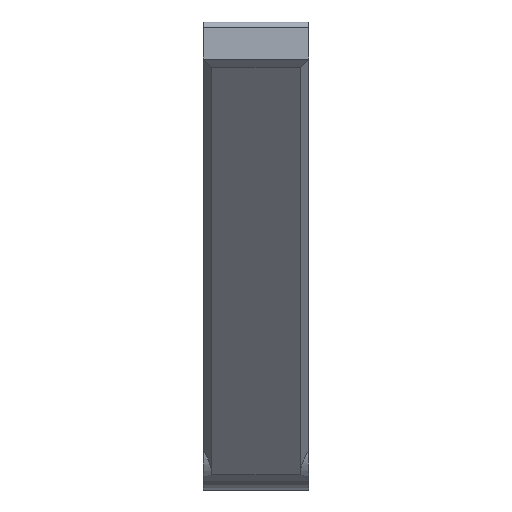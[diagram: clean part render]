
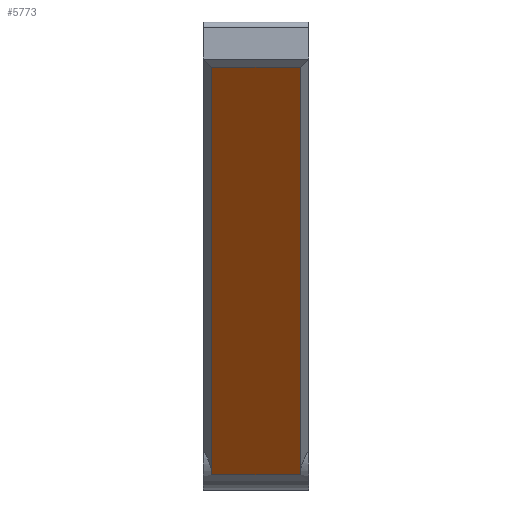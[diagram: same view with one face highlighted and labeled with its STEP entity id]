
A CAD part, front view. The second image highlights one B-rep face of the part: STEP entity #5773.
In plain terms, the highlighted planar face has unit normal (0, -0.766, -0.643).
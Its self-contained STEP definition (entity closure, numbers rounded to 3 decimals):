
#494 = ORIENTED_EDGE ( 'NONE', *, *, #25258, .T. ) ;
#649 = CARTESIAN_POINT ( 'NONE',  ( 188.225, 87.226, -122.62 ) ) ;
#1232 = VERTEX_POINT ( 'NONE', #15625 ) ;
#1412 = CARTESIAN_POINT ( 'NONE',  ( 188.225, 87.226, -122.62 ) ) ;
#1652 = ORIENTED_EDGE ( 'NONE', *, *, #3533, .F. ) ;
#3189 = DIRECTION ( 'NONE',  ( 0., 0.766, 0.643 ) ) ;
#3533 = EDGE_CURVE ( 'NONE', #1232, #30465, #13503, .T. ) ;
#3997 = EDGE_LOOP ( 'NONE', ( #31025, #15142, #1652, #494 ) ) ;
#5285 = CARTESIAN_POINT ( 'NONE',  ( -12.6, 87.226, -122.62 ) ) ;
#5773 = ADVANCED_FACE ( 'NONE', ( #5900 ), #7664, .F. ) ;
#5900 = FACE_OUTER_BOUND ( 'NONE', #3997, .T. ) ;
#6127 = VECTOR ( 'NONE', #8738, 1000. ) ;
#7664 = PLANE ( 'NONE',  #13556 ) ;
#8168 = VECTOR ( 'NONE', #14656, 1000. ) ;
#8691 = CARTESIAN_POINT ( 'NONE',  ( -12.6, -10.232, -6.475 ) ) ;
#8738 = DIRECTION ( 'NONE',  ( -1., 0., 0. ) ) ;
#9187 = CARTESIAN_POINT ( 'NONE',  ( 12.6, -10.232, -6.475 ) ) ;
#11202 = VERTEX_POINT ( 'NONE', #8691 ) ;
#13503 = LINE ( 'NONE', #1412, #6127 ) ;
#13556 = AXIS2_PLACEMENT_3D ( 'NONE', #649, #3189, #15622 ) ;
#14656 = DIRECTION ( 'NONE',  ( -1., 0., 0. ) ) ;
#15142 = ORIENTED_EDGE ( 'NONE', *, *, #15152, .T. ) ;
#15152 = EDGE_CURVE ( 'NONE', #11202, #30465, #22480, .T. ) ;
#15622 = DIRECTION ( 'NONE',  ( 0., -0.643, 0.766 ) ) ;
#15625 = CARTESIAN_POINT ( 'NONE',  ( 12.6, 87.226, -122.62 ) ) ;
#18474 = VECTOR ( 'NONE', #18887, 1000. ) ;
#18887 = DIRECTION ( 'NONE',  ( 0., -0.643, 0.766 ) ) ;
#19208 = EDGE_CURVE ( 'NONE', #22512, #11202, #27046, .T. ) ;
#19578 = CARTESIAN_POINT ( 'NONE',  ( 15., -10.232, -6.475 ) ) ;
#20039 = CARTESIAN_POINT ( 'NONE',  ( -12.6, 87.226, -122.62 ) ) ;
#20578 = VECTOR ( 'NONE', #29637, 1000. ) ;
#20914 = CARTESIAN_POINT ( 'NONE',  ( 12.6, -10.232, -6.475 ) ) ;
#21271 = LINE ( 'NONE', #9187, #18474 ) ;
#22480 = LINE ( 'NONE', #5285, #20578 ) ;
#22512 = VERTEX_POINT ( 'NONE', #20914 ) ;
#25258 = EDGE_CURVE ( 'NONE', #1232, #22512, #21271, .T. ) ;
#27046 = LINE ( 'NONE', #19578, #8168 ) ;
#29637 = DIRECTION ( 'NONE',  ( 0., 0.643, -0.766 ) ) ;
#30465 = VERTEX_POINT ( 'NONE', #20039 ) ;
#31025 = ORIENTED_EDGE ( 'NONE', *, *, #19208, .T. ) ;
